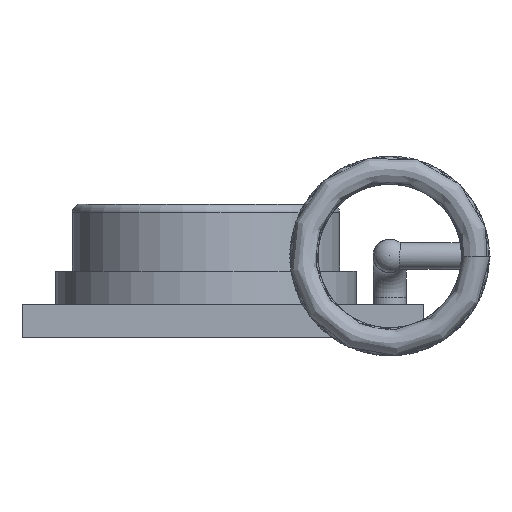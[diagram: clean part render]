
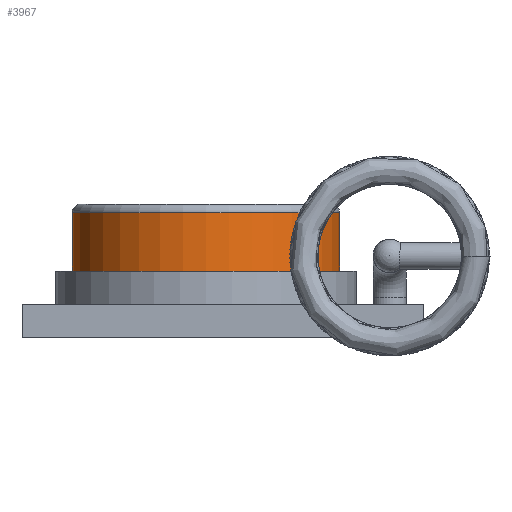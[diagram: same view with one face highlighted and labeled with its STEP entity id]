
A CAD part, left-side view. The second image highlights one B-rep face of the part: STEP entity #3967.
In plain terms, the highlighted cylindrical face has radius 4 mm (diameter 8 mm), a full revolution.
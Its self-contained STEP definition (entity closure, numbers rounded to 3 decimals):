
#644=FACE_OUTER_BOUND('',#876,.T.);
#876=EDGE_LOOP('',(#3571,#3572,#3573,#3574,#3575));
#1198=LINE('',#7633,#1515);
#1515=VECTOR('',#4621,4.);
#1576=CIRCLE('',#4110,4.);
#1577=CIRCLE('',#4111,4.);
#1578=CIRCLE('',#4113,4.);
#1942=VERTEX_POINT('',#7626);
#1943=VERTEX_POINT('',#7628);
#1944=VERTEX_POINT('',#7632);
#2499=EDGE_CURVE('',#1942,#1943,#1576,.T.);
#2500=EDGE_CURVE('',#1943,#1942,#1577,.T.);
#2501=EDGE_CURVE('',#1943,#1944,#1198,.T.);
#2502=EDGE_CURVE('',#1944,#1944,#1578,.T.);
#3571=ORIENTED_EDGE('',*,*,#2500,.F.);
#3572=ORIENTED_EDGE('',*,*,#2501,.T.);
#3573=ORIENTED_EDGE('',*,*,#2502,.F.);
#3574=ORIENTED_EDGE('',*,*,#2501,.F.);
#3575=ORIENTED_EDGE('',*,*,#2499,.F.);
#3782=CYLINDRICAL_SURFACE('',#4112,4.);
#3967=ADVANCED_FACE('',(#644),#3782,.T.);
#4110=AXIS2_PLACEMENT_3D('',#7629,#4615,#4616);
#4111=AXIS2_PLACEMENT_3D('',#7630,#4617,#4618);
#4112=AXIS2_PLACEMENT_3D('',#7631,#4619,#4620);
#4113=AXIS2_PLACEMENT_3D('',#7634,#4622,#4623);
#4615=DIRECTION('center_axis',(0.,0.,1.));
#4616=DIRECTION('ref_axis',(-1.,0.,0.));
#4617=DIRECTION('center_axis',(0.,0.,1.));
#4618=DIRECTION('ref_axis',(-1.,0.,0.));
#4619=DIRECTION('center_axis',(0.,0.,1.));
#4620=DIRECTION('ref_axis',(-1.,0.,0.));
#4621=DIRECTION('',(0.,0.,-1.));
#4622=DIRECTION('center_axis',(0.,0.,-1.));
#4623=DIRECTION('ref_axis',(-1.,0.,0.));
#7626=CARTESIAN_POINT('',(1.5,6.5,3.75));
#7628=CARTESIAN_POINT('',(9.5,6.5,3.75));
#7629=CARTESIAN_POINT('Origin',(5.5,6.5,3.75));
#7630=CARTESIAN_POINT('Origin',(5.5,6.5,3.75));
#7631=CARTESIAN_POINT('Origin',(5.5,6.5,2.));
#7632=CARTESIAN_POINT('',(9.5,6.5,2.));
#7633=CARTESIAN_POINT('',(9.5,6.5,2.));
#7634=CARTESIAN_POINT('Origin',(5.5,6.5,2.));
